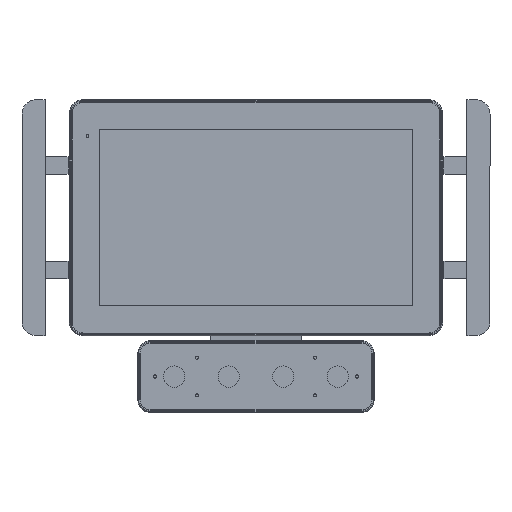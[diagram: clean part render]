
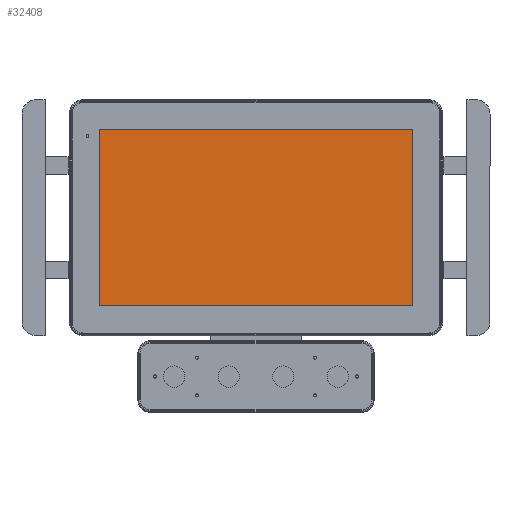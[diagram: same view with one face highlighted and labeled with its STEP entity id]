
A CAD part, front view. The second image highlights one B-rep face of the part: STEP entity #32408.
In plain terms, the highlighted planar face has unit normal (0, -1, 0).
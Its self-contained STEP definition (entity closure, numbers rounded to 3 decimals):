
#201 = ORIENTED_EDGE ( 'NONE', *, *, #4431, .F. ) ;
#224 = DIRECTION ( 'NONE',  ( 0., 0., -1. ) ) ;
#987 = ORIENTED_EDGE ( 'NONE', *, *, #34471, .F. ) ;
#1889 = DIRECTION ( 'NONE',  ( 0., 0., 1. ) ) ;
#2449 = ORIENTED_EDGE ( 'NONE', *, *, #36997, .F. ) ;
#3126 = CARTESIAN_POINT ( 'NONE',  ( 172.5, 61.53, 161. ) ) ;
#3370 = EDGE_LOOP ( 'NONE', ( #11328, #987, #2449, #201 ) ) ;
#4431 = EDGE_CURVE ( 'NONE', #25155, #20541, #41101, .T. ) ;
#7611 = PLANE ( 'NONE',  #32296 ) ;
#7974 = CARTESIAN_POINT ( 'NONE',  ( -172.5, 61.53, 355. ) ) ;
#9868 = DIRECTION ( 'NONE',  ( -1., 0., 0. ) ) ;
#11328 = ORIENTED_EDGE ( 'NONE', *, *, #40077, .F. ) ;
#11700 = DIRECTION ( 'NONE',  ( 0., 0., -1. ) ) ;
#14681 = CARTESIAN_POINT ( 'NONE',  ( -172.5, 61.53, 161. ) ) ;
#16799 = CARTESIAN_POINT ( 'NONE',  ( -172.5, 61.53, 161. ) ) ;
#18926 = FACE_OUTER_BOUND ( 'NONE', #3370, .T. ) ;
#19402 = CARTESIAN_POINT ( 'NONE',  ( 0., 61.53, 258. ) ) ;
#20541 = VERTEX_POINT ( 'NONE', #34268 ) ;
#23051 = VECTOR ( 'NONE', #9868, 1000. ) ;
#25155 = VERTEX_POINT ( 'NONE', #7974 ) ;
#25525 = CARTESIAN_POINT ( 'NONE',  ( 172.5, 61.53, 161. ) ) ;
#25704 = VECTOR ( 'NONE', #1889, 1000. ) ;
#30001 = DIRECTION ( 'NONE',  ( 0., 1., 0. ) ) ;
#30057 = VECTOR ( 'NONE', #224, 1000. ) ;
#31884 = VERTEX_POINT ( 'NONE', #14681 ) ;
#32296 = AXIS2_PLACEMENT_3D ( 'NONE', #19402, #30001, #11700 ) ;
#32408 = ADVANCED_FACE ( 'NONE', ( #18926 ), #7611, .F. ) ;
#34268 = CARTESIAN_POINT ( 'NONE',  ( 172.5, 61.53, 355. ) ) ;
#34471 = EDGE_CURVE ( 'NONE', #44779, #31884, #36135, .T. ) ;
#36135 = LINE ( 'NONE', #3126, #23051 ) ;
#36997 = EDGE_CURVE ( 'NONE', #20541, #44779, #37516, .T. ) ;
#37516 = LINE ( 'NONE', #44967, #30057 ) ;
#38748 = LINE ( 'NONE', #16799, #25704 ) ;
#40077 = EDGE_CURVE ( 'NONE', #31884, #25155, #38748, .T. ) ;
#41101 = LINE ( 'NONE', #44468, #44767 ) ;
#44468 = CARTESIAN_POINT ( 'NONE',  ( -172.5, 61.53, 355. ) ) ;
#44767 = VECTOR ( 'NONE', #44941, 1000. ) ;
#44779 = VERTEX_POINT ( 'NONE', #25525 ) ;
#44941 = DIRECTION ( 'NONE',  ( 1., 0., 0. ) ) ;
#44967 = CARTESIAN_POINT ( 'NONE',  ( 172.5, 61.53, 355. ) ) ;
